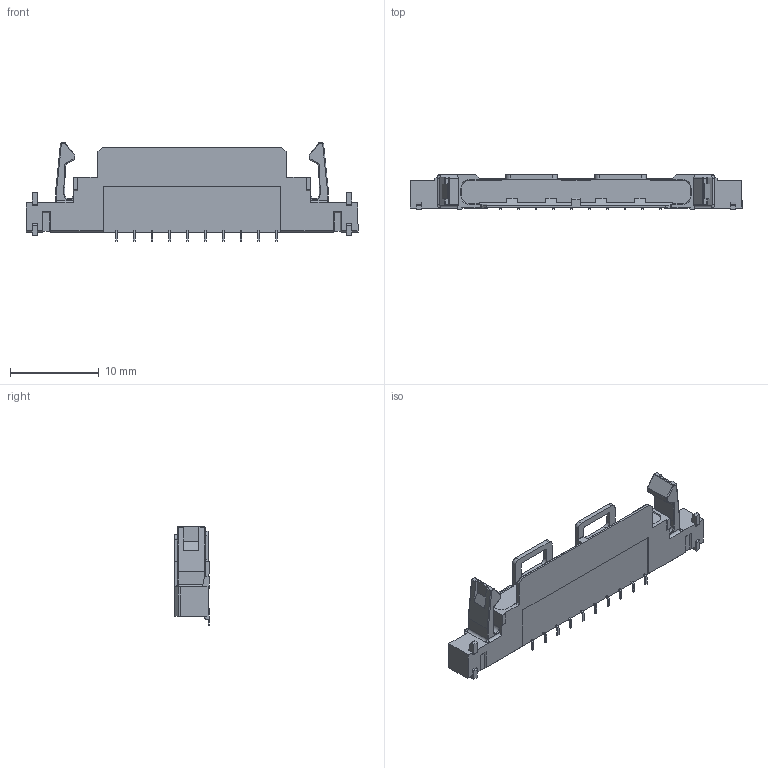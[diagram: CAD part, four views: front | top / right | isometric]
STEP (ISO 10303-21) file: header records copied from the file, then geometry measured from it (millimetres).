
FILE_DESCRIPTION (( 'STEP AP203' ), '1' );
FILE_NAME ('Customer-BB3265A30.STEP', '2020-06-02T16:27:34', ( '' ), ( '' ), 'SwSTEP 2.0', 'SolidWorks 2018', '' );
FILE_SCHEMA (( 'CONFIG_CONTROL_DESIGN' ));
Length unit declared in the file: millimetre
Products named in the file (1): Customer-BB3265A30
Bounding box: 37.34 x 3.9 x 11.06 mm (x, y, z)
Volume: 753.5 mm3; surface area: 1063.8 mm2
Topology: 1 solids, 1 shells, 481 faces, 1236 edges, 746 vertices
Faces by surface type: plane 320, cylinder 119, sphere 20, bspline 10, torus 8, cone 4
Entity records: 14347 total; most frequent: CARTESIAN_POINT 2724, ORIENTED_EDGE 2424, DIRECTION 2364, EDGE_CURVE 1212, LINE 936, VECTOR 936, VERTEX_POINT 746, AXIS2_PLACEMENT_3D 714
